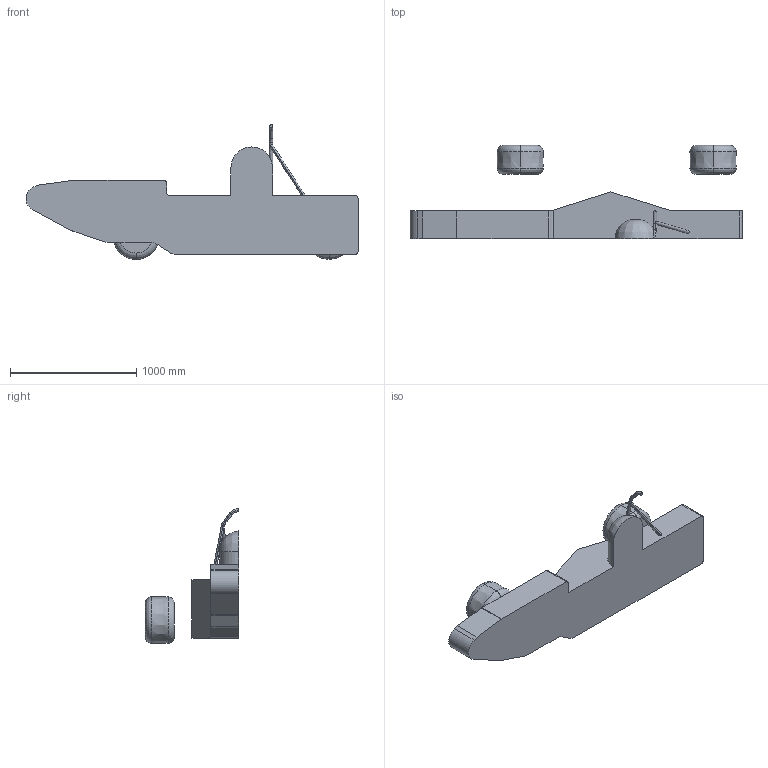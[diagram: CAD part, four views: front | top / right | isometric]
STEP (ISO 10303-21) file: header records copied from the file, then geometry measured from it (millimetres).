
FILE_DESCRIPTION(('CATIA V5 STEP Exchange'),'2;1');
FILE_NAME('StructuralChassis.stp','2022-04-23T11:27:37+00:00',('none'),('none'),'CATIA Version 5 Release 21 GA (IN-10)','CATIA V5 STEP AP203','none');
FILE_SCHEMA(('CONFIG_CONTROL_DESIGN'));
Length unit declared in the file: millimetre
Products named in the file (1): Part1.1
Bounding box: 2633.39 x 740 x 1068.22 mm (x, y, z)
Volume: 349648613.4 mm3; surface area: 5020990.3 mm2
Topology: 3 solids, 3 shells, 74 faces, 191 edges, 126 vertices
Faces by surface type: bspline 29, plane 25, cylinder 12, extrusion 7, revolution 1
Entity records: 6681 total; most frequent: CARTESIAN_POINT 5124, ORIENTED_EDGE 372, EDGE_CURVE 186, DIRECTION 176, VERTEX_POINT 118, B_SPLINE_CURVE_WITH_KNOTS 99, VECTOR 83, EDGE_LOOP 76
